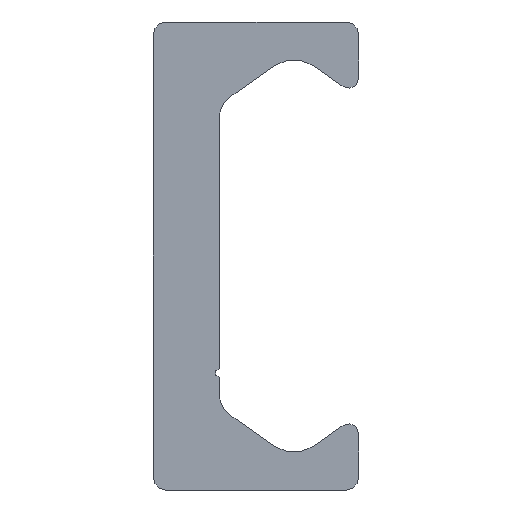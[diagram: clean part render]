
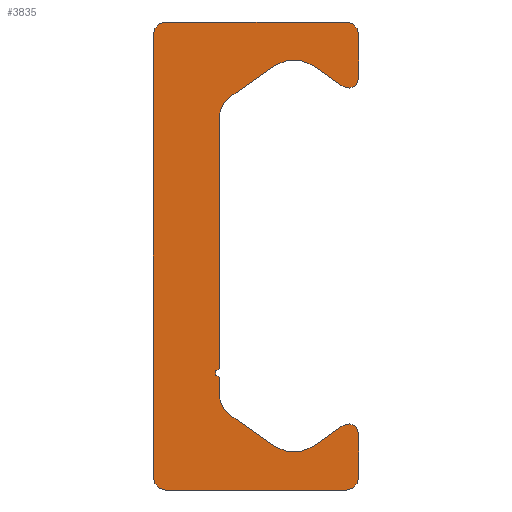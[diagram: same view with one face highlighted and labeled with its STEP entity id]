
A CAD part, left-side view. The second image highlights one B-rep face of the part: STEP entity #3835.
In plain terms, the highlighted planar face has unit normal (-1, 0, 0).
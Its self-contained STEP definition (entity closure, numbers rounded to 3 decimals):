
#2872=CARTESIAN_POINT('',(0.0,5.4,-14.));
#2873=VERTEX_POINT('',#2872);
#2880=CARTESIAN_POINT('',(0.0,6.15,-13.25));
#2881=VERTEX_POINT('',#2880);
#2882=CARTESIAN_POINT('',(0.0,5.4,-13.25));
#2883=DIRECTION('',(1.0,0.0,0.0));
#2884=DIRECTION('',(0.0,0.0,-1.0));
#2885=AXIS2_PLACEMENT_3D('',#2882,#2883,#2884);
#2886=CIRCLE('',#2885,0.75);
#2887=EDGE_CURVE('',#2873,#2881,#2886,.T.);
#2911=CARTESIAN_POINT('',(0.0,-5.4,-14.));
#2912=VERTEX_POINT('',#2911);
#2919=CARTESIAN_POINT('',(0.0,-5.4,-14.));
#2920=DIRECTION('',(0.0,1.0,0.0));
#2921=VECTOR('',#2920,10.8);
#2922=LINE('',#2919,#2921);
#2923=EDGE_CURVE('',#2912,#2873,#2922,.T.);
#2943=CARTESIAN_POINT('',(0.0,-6.15,-13.25));
#2944=VERTEX_POINT('',#2943);
#2951=CARTESIAN_POINT('',(0.0,-5.4,-13.25));
#2952=DIRECTION('',(1.0,0.0,0.0));
#2953=DIRECTION('',(0.0,-1.0,0.0));
#2954=AXIS2_PLACEMENT_3D('',#2951,#2952,#2953);
#2955=CIRCLE('',#2954,0.75);
#2956=EDGE_CURVE('',#2944,#2912,#2955,.T.);
#2975=CARTESIAN_POINT('',(0.0,-6.15,-10.63));
#2976=VERTEX_POINT('',#2975);
#2983=CARTESIAN_POINT('',(0.0,-6.15,-10.63));
#2984=DIRECTION('',(0.0,0.0,-1.0));
#2985=VECTOR('',#2984,2.62);
#2986=LINE('',#2983,#2985);
#2987=EDGE_CURVE('',#2976,#2944,#2986,.T.);
#3007=CARTESIAN_POINT('',(0.0,-5.206,-10.139));
#3008=VERTEX_POINT('',#3007);
#3015=CARTESIAN_POINT('',(0.0,-5.55,-10.63));
#3016=DIRECTION('',(1.0,0.0,0.0));
#3017=DIRECTION('',(0.0,0.574,0.819));
#3018=AXIS2_PLACEMENT_3D('',#3015,#3016,#3017);
#3019=CIRCLE('',#3018,0.6);
#3020=EDGE_CURVE('',#3008,#2976,#3019,.T.);
#3039=CARTESIAN_POINT('',(0.0,-3.417,-11.391));
#3040=VERTEX_POINT('',#3039);
#3047=CARTESIAN_POINT('',(0.0,-3.417,-11.391));
#3048=DIRECTION('',(0.0,-0.819,0.574));
#3049=VECTOR('',#3048,2.184);
#3050=LINE('',#3047,#3049);
#3051=EDGE_CURVE('',#3040,#3008,#3050,.T.);
#3071=CARTESIAN_POINT('',(0.0,-1.123,-11.391));
#3072=VERTEX_POINT('',#3071);
#3079=CARTESIAN_POINT('',(0.0,-2.27,-9.753));
#3080=DIRECTION('',(-1.0,0.0,0.0));
#3081=DIRECTION('',(0.0,0.574,0.819));
#3082=AXIS2_PLACEMENT_3D('',#3079,#3080,#3081);
#3083=CIRCLE('',#3082,2.0);
#3084=EDGE_CURVE('',#3072,#3040,#3083,.T.);
#3103=CARTESIAN_POINT('',(0.0,1.56,-9.512));
#3104=VERTEX_POINT('',#3103);
#3111=CARTESIAN_POINT('',(0.0,1.56,-9.512));
#3112=DIRECTION('',(0.0,-0.819,-0.574));
#3113=VECTOR('',#3112,3.276);
#3114=LINE('',#3111,#3113);
#3115=EDGE_CURVE('',#3104,#3072,#3114,.T.);
#3135=CARTESIAN_POINT('',(0.0,2.2,-8.283));
#3136=VERTEX_POINT('',#3135);
#3143=CARTESIAN_POINT('',(0.0,0.7,-8.283));
#3144=DIRECTION('',(-1.0,0.0,0.0));
#3145=DIRECTION('',(0.0,-0.574,0.819));
#3146=AXIS2_PLACEMENT_3D('',#3143,#3144,#3145);
#3147=CIRCLE('',#3146,1.5);
#3148=EDGE_CURVE('',#3136,#3104,#3147,.T.);
#3167=CARTESIAN_POINT('',(0.0,2.2,-7.25));
#3168=VERTEX_POINT('',#3167);
#3175=CARTESIAN_POINT('',(0.0,2.2,-7.25));
#3176=DIRECTION('',(0.0,0.0,-1.0));
#3177=VECTOR('',#3176,1.033);
#3178=LINE('',#3175,#3177);
#3179=EDGE_CURVE('',#3168,#3136,#3178,.T.);
#3199=CARTESIAN_POINT('',(0.0,2.2,-6.75));
#3200=VERTEX_POINT('',#3199);
#3207=CARTESIAN_POINT('',(0.0,2.2,-7.));
#3208=DIRECTION('',(-1.0,0.0,0.0));
#3209=DIRECTION('',(0.0,0.0,1.0));
#3210=AXIS2_PLACEMENT_3D('',#3207,#3208,#3209);
#3211=CIRCLE('',#3210,0.25);
#3212=EDGE_CURVE('',#3200,#3168,#3211,.T.);
#3231=CARTESIAN_POINT('',(0.0,2.2,8.283));
#3232=VERTEX_POINT('',#3231);
#3239=CARTESIAN_POINT('',(0.0,2.2,8.283));
#3240=DIRECTION('',(0.0,0.0,-1.0));
#3241=VECTOR('',#3240,15.033);
#3242=LINE('',#3239,#3241);
#3243=EDGE_CURVE('',#3232,#3200,#3242,.T.);
#3386=CARTESIAN_POINT('',(0.0,1.56,9.512));
#3387=VERTEX_POINT('',#3386);
#3394=CARTESIAN_POINT('',(0.0,0.7,8.283));
#3395=DIRECTION('',(-1.0,0.0,0.0));
#3396=DIRECTION('',(0.0,-1.0,0.0));
#3397=AXIS2_PLACEMENT_3D('',#3394,#3395,#3396);
#3398=CIRCLE('',#3397,1.5);
#3399=EDGE_CURVE('',#3387,#3232,#3398,.T.);
#3418=CARTESIAN_POINT('',(0.0,-1.123,11.391));
#3419=VERTEX_POINT('',#3418);
#3426=CARTESIAN_POINT('',(0.0,-1.123,11.391));
#3427=DIRECTION('',(0.0,0.819,-0.574));
#3428=VECTOR('',#3427,3.276);
#3429=LINE('',#3426,#3428);
#3430=EDGE_CURVE('',#3419,#3387,#3429,.T.);
#3450=CARTESIAN_POINT('',(0.0,-3.417,11.391));
#3451=VERTEX_POINT('',#3450);
#3458=CARTESIAN_POINT('',(0.0,-2.27,9.753));
#3459=DIRECTION('',(-1.0,0.0,0.0));
#3460=DIRECTION('',(0.0,-0.574,-0.819));
#3461=AXIS2_PLACEMENT_3D('',#3458,#3459,#3460);
#3462=CIRCLE('',#3461,2.0);
#3463=EDGE_CURVE('',#3451,#3419,#3462,.T.);
#3482=CARTESIAN_POINT('',(0.0,-5.206,10.139));
#3483=VERTEX_POINT('',#3482);
#3490=CARTESIAN_POINT('',(0.0,-5.206,10.139));
#3491=DIRECTION('',(0.0,0.819,0.574));
#3492=VECTOR('',#3491,2.184);
#3493=LINE('',#3490,#3492);
#3494=EDGE_CURVE('',#3483,#3451,#3493,.T.);
#3514=CARTESIAN_POINT('',(0.0,-6.15,10.63));
#3515=VERTEX_POINT('',#3514);
#3522=CARTESIAN_POINT('',(0.0,-5.55,10.63));
#3523=DIRECTION('',(1.0,0.0,0.0));
#3524=DIRECTION('',(0.0,-1.0,0.0));
#3525=AXIS2_PLACEMENT_3D('',#3522,#3523,#3524);
#3526=CIRCLE('',#3525,0.6);
#3527=EDGE_CURVE('',#3515,#3483,#3526,.T.);
#3546=CARTESIAN_POINT('',(0.0,-6.15,13.25));
#3547=VERTEX_POINT('',#3546);
#3554=CARTESIAN_POINT('',(0.0,-6.15,13.25));
#3555=DIRECTION('',(0.0,0.0,-1.0));
#3556=VECTOR('',#3555,2.62);
#3557=LINE('',#3554,#3556);
#3558=EDGE_CURVE('',#3547,#3515,#3557,.T.);
#3578=CARTESIAN_POINT('',(0.0,-5.4,14.));
#3579=VERTEX_POINT('',#3578);
#3586=CARTESIAN_POINT('',(0.0,-5.4,13.25));
#3587=DIRECTION('',(1.0,0.0,0.0));
#3588=DIRECTION('',(0.0,0.0,1.0));
#3589=AXIS2_PLACEMENT_3D('',#3586,#3587,#3588);
#3590=CIRCLE('',#3589,0.75);
#3591=EDGE_CURVE('',#3579,#3547,#3590,.T.);
#3610=CARTESIAN_POINT('',(0.0,5.4,14.));
#3611=VERTEX_POINT('',#3610);
#3618=CARTESIAN_POINT('',(0.0,5.4,14.));
#3619=DIRECTION('',(0.0,-1.0,0.0));
#3620=VECTOR('',#3619,10.8);
#3621=LINE('',#3618,#3620);
#3622=EDGE_CURVE('',#3611,#3579,#3621,.T.);
#3642=CARTESIAN_POINT('',(0.0,6.15,13.25));
#3643=VERTEX_POINT('',#3642);
#3650=CARTESIAN_POINT('',(0.0,5.4,13.25));
#3651=DIRECTION('',(1.0,0.0,0.0));
#3652=DIRECTION('',(0.0,1.0,0.0));
#3653=AXIS2_PLACEMENT_3D('',#3650,#3651,#3652);
#3654=CIRCLE('',#3653,0.75);
#3655=EDGE_CURVE('',#3643,#3611,#3654,.T.);
#3673=CARTESIAN_POINT('',(0.0,6.15,-13.25));
#3674=DIRECTION('',(0.0,0.0,1.0));
#3675=VECTOR('',#3674,26.5);
#3676=LINE('',#3673,#3675);
#3677=EDGE_CURVE('',#2881,#3643,#3676,.T.);
#3806=CARTESIAN_POINT('',(0.0,1.352,-0.021));
#3807=DIRECTION('',(1.0,0.0,0.0));
#3808=DIRECTION('',(0.0,0.0,-1.0));
#3809=AXIS2_PLACEMENT_3D('',#3806,#3807,#3808);
#3810=PLANE('',#3809);
#3811=ORIENTED_EDGE('',*,*,#3677,.F.);
#3812=ORIENTED_EDGE('',*,*,#2887,.F.);
#3813=ORIENTED_EDGE('',*,*,#2923,.F.);
#3814=ORIENTED_EDGE('',*,*,#2956,.F.);
#3815=ORIENTED_EDGE('',*,*,#2987,.F.);
#3816=ORIENTED_EDGE('',*,*,#3020,.F.);
#3817=ORIENTED_EDGE('',*,*,#3051,.F.);
#3818=ORIENTED_EDGE('',*,*,#3084,.F.);
#3819=ORIENTED_EDGE('',*,*,#3115,.F.);
#3820=ORIENTED_EDGE('',*,*,#3148,.F.);
#3821=ORIENTED_EDGE('',*,*,#3179,.F.);
#3822=ORIENTED_EDGE('',*,*,#3212,.F.);
#3823=ORIENTED_EDGE('',*,*,#3243,.F.);
#3824=ORIENTED_EDGE('',*,*,#3399,.F.);
#3825=ORIENTED_EDGE('',*,*,#3430,.F.);
#3826=ORIENTED_EDGE('',*,*,#3463,.F.);
#3827=ORIENTED_EDGE('',*,*,#3494,.F.);
#3828=ORIENTED_EDGE('',*,*,#3527,.F.);
#3829=ORIENTED_EDGE('',*,*,#3558,.F.);
#3830=ORIENTED_EDGE('',*,*,#3591,.F.);
#3831=ORIENTED_EDGE('',*,*,#3622,.F.);
#3832=ORIENTED_EDGE('',*,*,#3655,.F.);
#3833=EDGE_LOOP('',(#3811,#3812,#3813,#3814,#3815,#3816,#3817,#3818,#3819,#3820,#3821,#3822,#3823,#3824,#3825,#3826,#3827,#3828,#3829,#3830,#3831,#3832));
#3834=FACE_OUTER_BOUND('',#3833,.T.);
#3835=ADVANCED_FACE('',(#3834),#3810,.F.);
